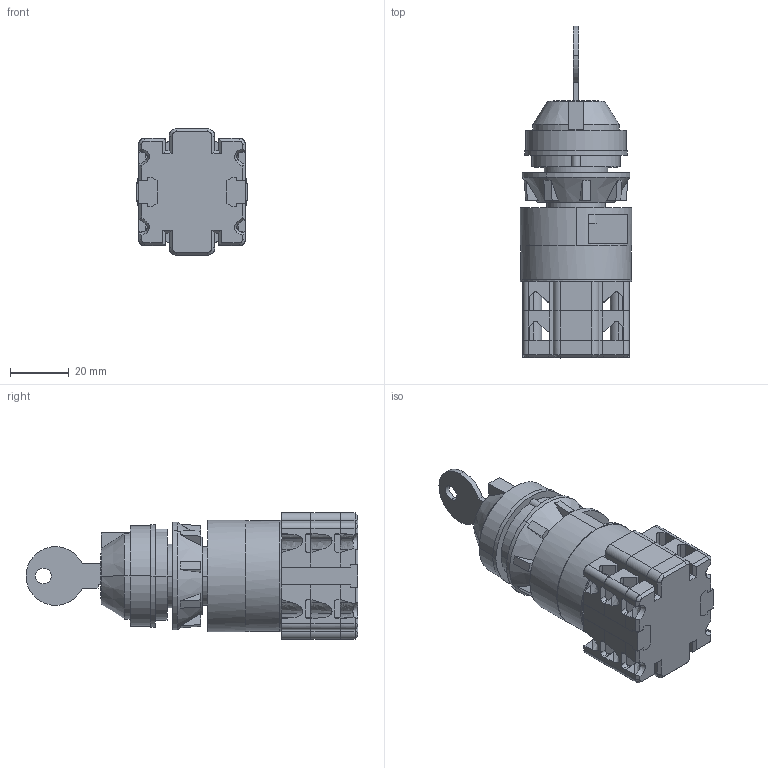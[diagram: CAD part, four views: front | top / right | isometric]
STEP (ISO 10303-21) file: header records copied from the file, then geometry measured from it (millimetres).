
FILE_DESCRIPTION (( 'STEP AP214' ), '1' );
FILE_NAME ('4g20-10-U S10 K1.STEP', '2024-12-01T19:54:55', ( '' ), ( '' ), 'SwSTEP 2.0', 'SolidWorks 2022', '' );
FILE_SCHEMA (( 'AUTOMOTIVE_DESIGN' ));
Length unit declared in the file: millimetre
Products named in the file (7): Ключ круглый; Кольцо силикон; Прижимная гайка; 4g20-10-U S10.2; 4g20-10-U S10 K1; Замок; Кольцо печать
Assembly tree (6 placements, depth 2):
  4g20-10-U S10 K1
    4g20-10-U S10.2
    Замок
    Кольцо силикон
    Кольцо печать
    Прижимная гайка
    Ключ круглый
Bounding box: 38 x 113 x 43 mm (x, y, z)
Volume: 84645.8 mm3; surface area: 33819.6 mm2
Topology: 11 solids, 12 shells, 559 faces, 1524 edges, 1003 vertices
Faces by surface type: plane 396, cylinder 110, bspline 36, cone 17
Entity records: 24757 total; most frequent: CARTESIAN_POINT 12743, ORIENTED_EDGE 3048, EDGE_CURVE 1524, DIRECTION 1423, B_SPLINE_CURVE_WITH_KNOTS 1248, VERTEX_POINT 1003, AXIS2_PLACEMENT_3D 621, EDGE_LOOP 583
